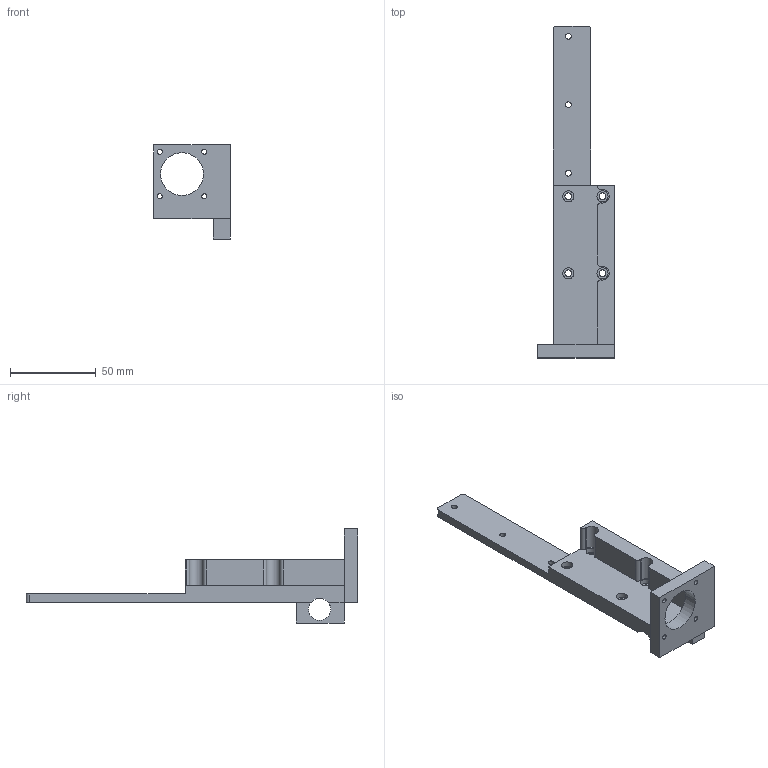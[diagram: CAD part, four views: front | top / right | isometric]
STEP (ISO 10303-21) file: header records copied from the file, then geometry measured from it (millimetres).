
FILE_DESCRIPTION (( 'STEP AP203' ), '1' );
FILE_NAME ('13-018313.step', '2022-01-07T14:39:40', ( '' ), ( '' ), 'SwSTEP 2.0', 'SolidWorks 2021', '' );
FILE_SCHEMA (( 'CONFIG_CONTROL_DESIGN' ));
Length unit declared in the file: millimetre
Products named in the file (1): 13-018313
Bounding box: 45 x 194.03 x 55 mm (x, y, z)
Volume: 67709.3 mm3; surface area: 23876.5 mm2
Topology: 1 solids, 4 shells, 106 faces, 270 edges, 175 vertices
Faces by surface type: cylinder 66, plane 34, cone 6
Entity records: 3341 total; most frequent: DIRECTION 612, CARTESIAN_POINT 546, ORIENTED_EDGE 528, EDGE_CURVE 264, AXIS2_PLACEMENT_3D 241, VERTEX_POINT 175, EDGE_LOOP 141, CIRCLE 134
